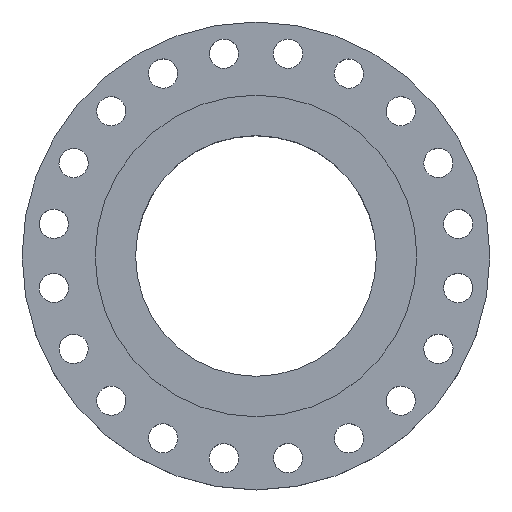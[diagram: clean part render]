
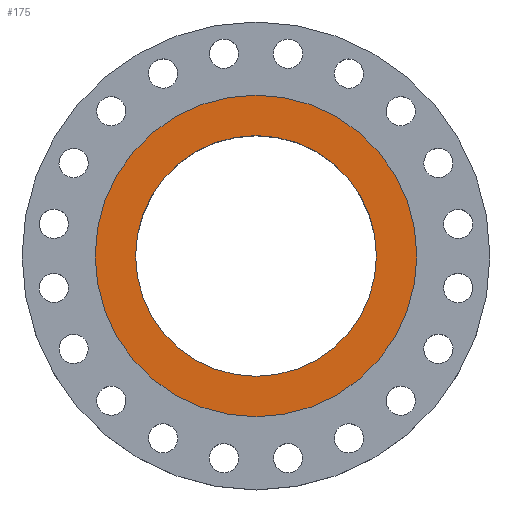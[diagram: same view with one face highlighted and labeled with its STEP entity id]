
A CAD part, top view. The second image highlights one B-rep face of the part: STEP entity #175.
In plain terms, the highlighted planar face has unit normal (0, 0, 1).
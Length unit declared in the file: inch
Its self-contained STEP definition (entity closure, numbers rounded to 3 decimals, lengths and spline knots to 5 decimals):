
#16 = DIRECTION ( 'NONE',  ( 1., 0., 0. ) ) ;
#46 = VERTEX_POINT ( 'NONE', #1892 ) ;
#68 = EDGE_CURVE ( 'NONE', #1290, #964, #164, .T. ) ;
#164 = CIRCLE ( 'NONE', #400, 6.175 ) ;
#175 = ADVANCED_FACE ( 'NONE', ( #720, #1325 ), #1942, .T. ) ;
#213 = EDGE_CURVE ( 'NONE', #46, #1802, #1228, .T. ) ;
#235 = CARTESIAN_POINT ( 'NONE',  ( 8.25, 0., 0.25 ) ) ;
#291 = AXIS2_PLACEMENT_3D ( 'NONE', #323, #531, #16 ) ;
#307 = ORIENTED_EDGE ( 'NONE', *, *, #213, .T. ) ;
#323 = CARTESIAN_POINT ( 'NONE',  ( 0., 0., 0.25 ) ) ;
#400 = AXIS2_PLACEMENT_3D ( 'NONE', #1115, #1575, #1409 ) ;
#410 = EDGE_LOOP ( 'NONE', ( #1866, #1185 ) ) ;
#531 = DIRECTION ( 'NONE',  ( 0., 0., 1. ) ) ;
#569 = AXIS2_PLACEMENT_3D ( 'NONE', #1407, #1113, #1274 ) ;
#585 = CARTESIAN_POINT ( 'NONE',  ( 0., 0., 0.25 ) ) ;
#591 = DIRECTION ( 'NONE',  ( 0., 0., 1. ) ) ;
#709 = DIRECTION ( 'NONE',  ( 1., 0., 0. ) ) ;
#720 = FACE_BOUND ( 'NONE', #410, .T. ) ;
#735 = CARTESIAN_POINT ( 'NONE',  ( 0., 0., 0.25 ) ) ;
#964 = VERTEX_POINT ( 'NONE', #1193 ) ;
#973 = ORIENTED_EDGE ( 'NONE', *, *, #1609, .T. ) ;
#980 = CIRCLE ( 'NONE', #569, 8.25 ) ;
#1068 = AXIS2_PLACEMENT_3D ( 'NONE', #735, #1619, #709 ) ;
#1099 = EDGE_CURVE ( 'NONE', #964, #1290, #1833, .T. ) ;
#1113 = DIRECTION ( 'NONE',  ( 0., 0., 1. ) ) ;
#1115 = CARTESIAN_POINT ( 'NONE',  ( 0., 0., 0.25 ) ) ;
#1185 = ORIENTED_EDGE ( 'NONE', *, *, #1099, .F. ) ;
#1193 = CARTESIAN_POINT ( 'NONE',  ( 6.175, 0., 0.25 ) ) ;
#1228 = CIRCLE ( 'NONE', #1967, 8.25 ) ;
#1274 = DIRECTION ( 'NONE',  ( 1., 0., 0. ) ) ;
#1290 = VERTEX_POINT ( 'NONE', #1440 ) ;
#1325 = FACE_OUTER_BOUND ( 'NONE', #1791, .T. ) ;
#1407 = CARTESIAN_POINT ( 'NONE',  ( 0., 0., 0.25 ) ) ;
#1409 = DIRECTION ( 'NONE',  ( 1., 0., 0. ) ) ;
#1440 = CARTESIAN_POINT ( 'NONE',  ( -6.175, 0., 0.25 ) ) ;
#1575 = DIRECTION ( 'NONE',  ( 0., 0., 1. ) ) ;
#1609 = EDGE_CURVE ( 'NONE', #1802, #46, #980, .T. ) ;
#1619 = DIRECTION ( 'NONE',  ( 0., 0., 1. ) ) ;
#1791 = EDGE_LOOP ( 'NONE', ( #307, #973 ) ) ;
#1797 = DIRECTION ( 'NONE',  ( 1., 0., 0. ) ) ;
#1802 = VERTEX_POINT ( 'NONE', #235 ) ;
#1833 = CIRCLE ( 'NONE', #291, 6.175 ) ;
#1866 = ORIENTED_EDGE ( 'NONE', *, *, #68, .F. ) ;
#1892 = CARTESIAN_POINT ( 'NONE',  ( -8.25, 0., 0.25 ) ) ;
#1942 = PLANE ( 'NONE',  #1068 ) ;
#1967 = AXIS2_PLACEMENT_3D ( 'NONE', #585, #591, #1797 ) ;
